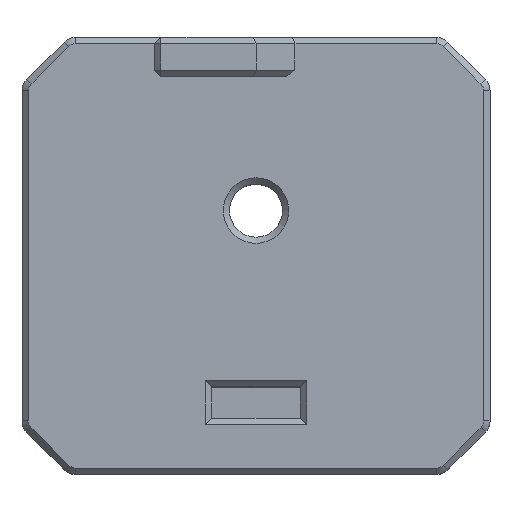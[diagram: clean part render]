
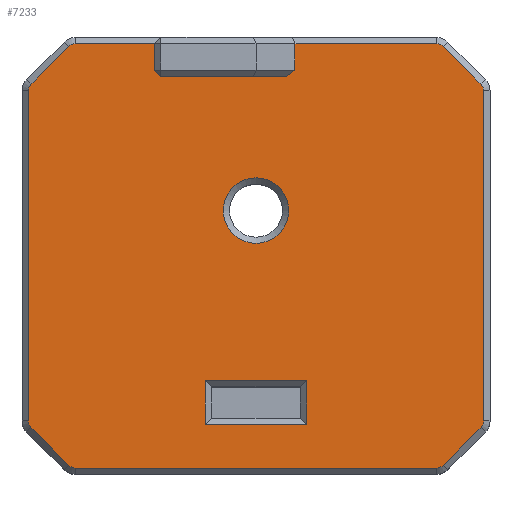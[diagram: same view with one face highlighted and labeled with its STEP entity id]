
A CAD part, top view. The second image highlights one B-rep face of the part: STEP entity #7233.
In plain terms, the highlighted planar face has unit normal (0, 0, 1).
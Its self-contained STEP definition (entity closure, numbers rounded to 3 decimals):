
#169=CIRCLE('',#7588,0.6);
#170=CIRCLE('',#7589,0.6);
#171=CIRCLE('',#7590,0.6);
#172=CIRCLE('',#7591,0.6);
#173=CIRCLE('',#7592,0.6);
#174=CIRCLE('',#7593,0.6);
#175=CIRCLE('',#7594,0.6);
#176=CIRCLE('',#7595,0.6);
#177=CIRCLE('',#7596,2.1);
#393=FACE_BOUND('',#1177,.T.);
#394=FACE_BOUND('',#1178,.T.);
#758=FACE_OUTER_BOUND('',#1176,.T.);
#1176=EDGE_LOOP('',(#5373,#5374,#5375,#5376,#5377,#5378,#5379,#5380,#5381,
#5382,#5383,#5384,#5385,#5386,#5387,#5388,#5389,#5390,#5391,#5392,#5393,
#5394));
#1177=EDGE_LOOP('',(#5395));
#1178=EDGE_LOOP('',(#5396,#5397,#5398,#5399));
#1662=LINE('',#11840,#2374);
#1664=LINE('',#11845,#2376);
#1669=LINE('',#11853,#2381);
#1671=LINE('',#11856,#2383);
#1677=LINE('',#11872,#2389);
#1678=LINE('',#11876,#2390);
#1679=LINE('',#11880,#2391);
#1680=LINE('',#11884,#2392);
#1681=LINE('',#11888,#2393);
#1682=LINE('',#11890,#2394);
#1683=LINE('',#11892,#2395);
#1684=LINE('',#11894,#2396);
#1685=LINE('',#11896,#2397);
#1686=LINE('',#11898,#2398);
#1687=LINE('',#11900,#2399);
#1688=LINE('',#11904,#2400);
#1689=LINE('',#11908,#2401);
#1690=LINE('',#11912,#2402);
#2374=VECTOR('',#8374,10.);
#2376=VECTOR('',#8378,10.);
#2381=VECTOR('',#8385,10.);
#2383=VECTOR('',#8389,10.);
#2389=VECTOR('',#8403,10.);
#2390=VECTOR('',#8406,10.);
#2391=VECTOR('',#8409,10.);
#2392=VECTOR('',#8412,10.);
#2393=VECTOR('',#8415,10.);
#2394=VECTOR('',#8416,10.);
#2395=VECTOR('',#8417,10.);
#2396=VECTOR('',#8418,10.);
#2397=VECTOR('',#8419,10.);
#2398=VECTOR('',#8420,10.);
#2399=VECTOR('',#8421,10.);
#2400=VECTOR('',#8424,10.);
#2401=VECTOR('',#8427,10.);
#2402=VECTOR('',#8430,10.);
#3125=VERTEX_POINT('',#11837);
#3126=VERTEX_POINT('',#11839);
#3127=VERTEX_POINT('',#11843);
#3128=VERTEX_POINT('',#11844);
#3135=VERTEX_POINT('',#11870);
#3136=VERTEX_POINT('',#11871);
#3137=VERTEX_POINT('',#11873);
#3138=VERTEX_POINT('',#11875);
#3139=VERTEX_POINT('',#11877);
#3140=VERTEX_POINT('',#11879);
#3141=VERTEX_POINT('',#11881);
#3142=VERTEX_POINT('',#11883);
#3143=VERTEX_POINT('',#11885);
#3144=VERTEX_POINT('',#11887);
#3145=VERTEX_POINT('',#11889);
#3146=VERTEX_POINT('',#11891);
#3147=VERTEX_POINT('',#11893);
#3148=VERTEX_POINT('',#11895);
#3149=VERTEX_POINT('',#11897);
#3150=VERTEX_POINT('',#11899);
#3151=VERTEX_POINT('',#11901);
#3152=VERTEX_POINT('',#11903);
#3153=VERTEX_POINT('',#11905);
#3154=VERTEX_POINT('',#11907);
#3155=VERTEX_POINT('',#11909);
#3156=VERTEX_POINT('',#11911);
#3157=VERTEX_POINT('',#11914);
#3937=EDGE_CURVE('',#3125,#3126,#1662,.T.);
#3939=EDGE_CURVE('',#3127,#3128,#1664,.T.);
#3944=EDGE_CURVE('',#3128,#3125,#1669,.T.);
#3946=EDGE_CURVE('',#3126,#3127,#1671,.T.);
#3953=EDGE_CURVE('',#3135,#3136,#1677,.T.);
#3954=EDGE_CURVE('',#3137,#3135,#169,.T.);
#3955=EDGE_CURVE('',#3138,#3137,#1678,.T.);
#3956=EDGE_CURVE('',#3139,#3138,#170,.T.);
#3957=EDGE_CURVE('',#3140,#3139,#1679,.T.);
#3958=EDGE_CURVE('',#3141,#3140,#171,.T.);
#3959=EDGE_CURVE('',#3142,#3141,#1680,.T.);
#3960=EDGE_CURVE('',#3143,#3142,#172,.T.);
#3961=EDGE_CURVE('',#3144,#3143,#1681,.T.);
#3962=EDGE_CURVE('',#3144,#3145,#1682,.T.);
#3963=EDGE_CURVE('',#3146,#3145,#1683,.F.);
#3964=EDGE_CURVE('',#3146,#3147,#1684,.T.);
#3965=EDGE_CURVE('',#3148,#3147,#1685,.F.);
#3966=EDGE_CURVE('',#3148,#3149,#1686,.T.);
#3967=EDGE_CURVE('',#3150,#3149,#1687,.T.);
#3968=EDGE_CURVE('',#3151,#3150,#173,.T.);
#3969=EDGE_CURVE('',#3152,#3151,#1688,.T.);
#3970=EDGE_CURVE('',#3153,#3152,#174,.T.);
#3971=EDGE_CURVE('',#3154,#3153,#1689,.T.);
#3972=EDGE_CURVE('',#3155,#3154,#175,.T.);
#3973=EDGE_CURVE('',#3156,#3155,#1690,.T.);
#3974=EDGE_CURVE('',#3136,#3156,#176,.T.);
#3975=EDGE_CURVE('',#3157,#3157,#177,.T.);
#5373=ORIENTED_EDGE('',*,*,#3953,.F.);
#5374=ORIENTED_EDGE('',*,*,#3954,.F.);
#5375=ORIENTED_EDGE('',*,*,#3955,.F.);
#5376=ORIENTED_EDGE('',*,*,#3956,.F.);
#5377=ORIENTED_EDGE('',*,*,#3957,.F.);
#5378=ORIENTED_EDGE('',*,*,#3958,.F.);
#5379=ORIENTED_EDGE('',*,*,#3959,.F.);
#5380=ORIENTED_EDGE('',*,*,#3960,.F.);
#5381=ORIENTED_EDGE('',*,*,#3961,.F.);
#5382=ORIENTED_EDGE('',*,*,#3962,.T.);
#5383=ORIENTED_EDGE('',*,*,#3963,.F.);
#5384=ORIENTED_EDGE('',*,*,#3964,.T.);
#5385=ORIENTED_EDGE('',*,*,#3965,.F.);
#5386=ORIENTED_EDGE('',*,*,#3966,.T.);
#5387=ORIENTED_EDGE('',*,*,#3967,.F.);
#5388=ORIENTED_EDGE('',*,*,#3968,.F.);
#5389=ORIENTED_EDGE('',*,*,#3969,.F.);
#5390=ORIENTED_EDGE('',*,*,#3970,.F.);
#5391=ORIENTED_EDGE('',*,*,#3971,.F.);
#5392=ORIENTED_EDGE('',*,*,#3972,.F.);
#5393=ORIENTED_EDGE('',*,*,#3973,.F.);
#5394=ORIENTED_EDGE('',*,*,#3974,.F.);
#5395=ORIENTED_EDGE('',*,*,#3975,.F.);
#5396=ORIENTED_EDGE('',*,*,#3939,.F.);
#5397=ORIENTED_EDGE('',*,*,#3946,.F.);
#5398=ORIENTED_EDGE('',*,*,#3937,.F.);
#5399=ORIENTED_EDGE('',*,*,#3944,.F.);
#6966=PLANE('',#7587);
#7233=ADVANCED_FACE('',(#758,#393,#394),#6966,.T.);
#7587=AXIS2_PLACEMENT_3D('',#11869,#8401,#8402);
#7588=AXIS2_PLACEMENT_3D('',#11874,#8404,#8405);
#7589=AXIS2_PLACEMENT_3D('',#11878,#8407,#8408);
#7590=AXIS2_PLACEMENT_3D('',#11882,#8410,#8411);
#7591=AXIS2_PLACEMENT_3D('',#11886,#8413,#8414);
#7592=AXIS2_PLACEMENT_3D('',#11902,#8422,#8423);
#7593=AXIS2_PLACEMENT_3D('',#11906,#8425,#8426);
#7594=AXIS2_PLACEMENT_3D('',#11910,#8428,#8429);
#7595=AXIS2_PLACEMENT_3D('',#11913,#8431,#8432);
#7596=AXIS2_PLACEMENT_3D('',#11915,#8433,#8434);
#8374=DIRECTION('',(0.,-1.,0.));
#8378=DIRECTION('',(0.,1.,0.));
#8385=DIRECTION('',(-1.,0.,0.));
#8389=DIRECTION('',(1.,0.,0.));
#8401=DIRECTION('center_axis',(0.,0.,1.));
#8402=DIRECTION('ref_axis',(1.,0.,0.));
#8403=DIRECTION('',(-1.,0.,0.));
#8404=DIRECTION('center_axis',(0.,0.,-1.));
#8405=DIRECTION('ref_axis',(0.383,-0.924,0.));
#8406=DIRECTION('',(-0.707,-0.707,0.));
#8407=DIRECTION('center_axis',(0.,0.,-1.));
#8408=DIRECTION('ref_axis',(0.924,-0.383,0.));
#8409=DIRECTION('',(0.,-1.,0.));
#8410=DIRECTION('center_axis',(0.,0.,-1.));
#8411=DIRECTION('ref_axis',(0.924,0.383,0.));
#8412=DIRECTION('',(0.707,-0.707,0.));
#8413=DIRECTION('center_axis',(0.,0.,-1.));
#8414=DIRECTION('ref_axis',(0.383,0.924,0.));
#8415=DIRECTION('',(1.,0.,0.));
#8416=DIRECTION('',(0.,-1.,0.));
#8417=DIRECTION('',(-0.816,-0.577,0.));
#8418=DIRECTION('',(-1.,0.,0.));
#8419=DIRECTION('',(-0.707,0.707,0.));
#8420=DIRECTION('',(0.,1.,0.));
#8421=DIRECTION('',(1.,0.,0.));
#8422=DIRECTION('center_axis',(0.,0.,-1.));
#8423=DIRECTION('ref_axis',(-0.383,0.924,0.));
#8424=DIRECTION('',(0.707,0.707,0.));
#8425=DIRECTION('center_axis',(0.,0.,-1.));
#8426=DIRECTION('ref_axis',(-0.924,0.383,0.));
#8427=DIRECTION('',(0.,1.,0.));
#8428=DIRECTION('center_axis',(0.,0.,-1.));
#8429=DIRECTION('ref_axis',(-0.924,-0.383,0.));
#8430=DIRECTION('',(-0.707,0.707,0.));
#8431=DIRECTION('center_axis',(0.,0.,-1.));
#8432=DIRECTION('ref_axis',(-0.383,-0.924,0.));
#8433=DIRECTION('center_axis',(0.,0.,1.));
#8434=DIRECTION('ref_axis',(1.,0.,0.));
#11837=CARTESIAN_POINT('',(-3.25,-30.4,0.));
#11839=CARTESIAN_POINT('',(-3.25,-33.2,0.));
#11840=CARTESIAN_POINT('',(-3.25,-27.775,0.));
#11843=CARTESIAN_POINT('',(3.25,-33.2,0.));
#11844=CARTESIAN_POINT('',(3.25,-30.4,0.));
#11845=CARTESIAN_POINT('',(3.25,-26.425,0.));
#11853=CARTESIAN_POINT('',(-1.425,-30.4,0.));
#11856=CARTESIAN_POINT('',(1.425,-33.2,0.));
#11869=CARTESIAN_POINT('Origin',(0.,-22.4,0.));
#11870=CARTESIAN_POINT('',(11.586,-36.,0.));
#11871=CARTESIAN_POINT('',(-11.586,-36.,0.));
#11872=CARTESIAN_POINT('',(7.5,-36.,0.));
#11873=CARTESIAN_POINT('',(12.01,-35.824,0.));
#11874=CARTESIAN_POINT('Origin',(11.586,-35.4,0.));
#11875=CARTESIAN_POINT('',(14.424,-33.41,0.));
#11876=CARTESIAN_POINT('',(12.967,-34.867,0.));
#11877=CARTESIAN_POINT('',(14.6,-32.986,0.));
#11878=CARTESIAN_POINT('Origin',(14.,-32.986,0.));
#11879=CARTESIAN_POINT('',(14.6,-11.814,0.));
#11880=CARTESIAN_POINT('',(14.6,-15.4,0.));
#11881=CARTESIAN_POINT('',(14.424,-11.39,0.));
#11882=CARTESIAN_POINT('Origin',(14.,-11.814,0.));
#11883=CARTESIAN_POINT('',(12.01,-8.976,0.));
#11884=CARTESIAN_POINT('',(12.967,-9.933,0.));
#11885=CARTESIAN_POINT('',(11.586,-8.8,0.));
#11886=CARTESIAN_POINT('Origin',(11.586,-9.4,0.));
#11887=CARTESIAN_POINT('',(2.5,-8.8,0.));
#11888=CARTESIAN_POINT('',(-7.5,-8.8,0.));
#11889=CARTESIAN_POINT('',(2.5,-10.5,0.));
#11890=CARTESIAN_POINT('',(2.5,-16.65,0.));
#11891=CARTESIAN_POINT('',(1.934,-10.9,0.));
#11892=CARTESIAN_POINT('',(-1.982,-13.67,0.));
#11893=CARTESIAN_POINT('',(-6.1,-10.9,0.));
#11894=CARTESIAN_POINT('',(-3.25,-10.9,0.));
#11895=CARTESIAN_POINT('',(-6.5,-10.5,0.));
#11896=CARTESIAN_POINT('',(-1.8,-15.2,0.));
#11897=CARTESIAN_POINT('',(-6.5,-8.8,0.));
#11898=CARTESIAN_POINT('',(-6.5,-15.4,0.));
#11899=CARTESIAN_POINT('',(-11.586,-8.8,0.));
#11900=CARTESIAN_POINT('',(-7.5,-8.8,0.));
#11901=CARTESIAN_POINT('',(-12.01,-8.976,0.));
#11902=CARTESIAN_POINT('Origin',(-11.586,-9.4,0.));
#11903=CARTESIAN_POINT('',(-14.424,-11.39,0.));
#11904=CARTESIAN_POINT('',(-12.967,-9.933,0.));
#11905=CARTESIAN_POINT('',(-14.6,-11.814,0.));
#11906=CARTESIAN_POINT('Origin',(-14.,-11.814,0.));
#11907=CARTESIAN_POINT('',(-14.6,-32.986,0.));
#11908=CARTESIAN_POINT('',(-14.6,-29.4,0.));
#11909=CARTESIAN_POINT('',(-14.424,-33.41,0.));
#11910=CARTESIAN_POINT('Origin',(-14.,-32.986,0.));
#11911=CARTESIAN_POINT('',(-12.01,-35.824,0.));
#11912=CARTESIAN_POINT('',(-12.967,-34.867,0.));
#11913=CARTESIAN_POINT('Origin',(-11.586,-35.4,0.));
#11914=CARTESIAN_POINT('',(-2.1,-19.5,0.));
#11915=CARTESIAN_POINT('Origin',(0.,-19.5,0.));
